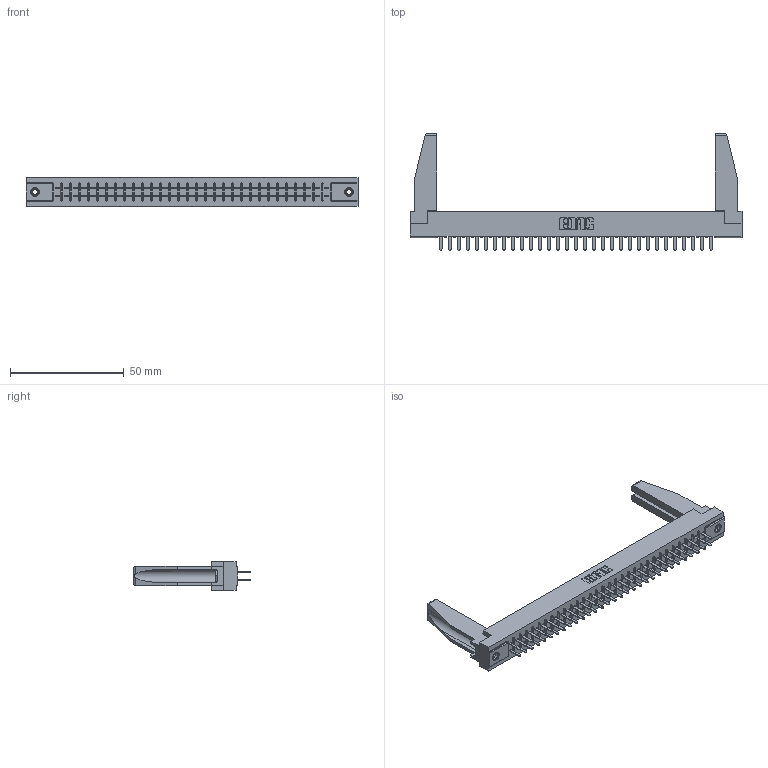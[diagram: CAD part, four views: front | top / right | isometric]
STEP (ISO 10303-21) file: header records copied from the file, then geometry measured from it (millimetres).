
FILE_DESCRIPTION (( 'STEP AP203' ), '1' );
FILE_NAME ('315-062-520-278.STEP', '2019-09-10T20:14:54', ( '' ), ( '' ), 'SwSTEP 2.0', 'SolidWorks 2016', '' );
FILE_SCHEMA (( 'CONFIG_CONTROL_DESIGN' ));
Length unit declared in the file: inch
Products named in the file (5): 305-290-001_520; 315-062-520-278; 305 Part_.156 Dia; 307-220-078; 345-250-001_345-250-001-102
Assembly tree (67 placements, depth 2):
  315-062-520-278
    305 Part_.156 Dia
    305-290-001_520  x62
    345-250-001_345-250-001-102  x2
    307-220-078  x2
Bounding box: 145.85 x 51.13 x 12.7 mm (x, y, z)
Volume: 19141 mm3; surface area: 22884.7 mm2
Topology: 67 solids, 67 shells, 3098 faces, 8799 edges, 5690 vertices
Faces by surface type: plane 1826, cylinder 1132, sphere 124, cone 12, torus 4
Entity records: 37223 total; most frequent: CARTESIAN_POINT 6165, ORIENTED_EDGE 6076, DIRECTION 5930, EDGE_CURVE 3038, LINE 2444, VECTOR 2444, VERTEX_POINT 1936, AXIS2_PLACEMENT_3D 1743
